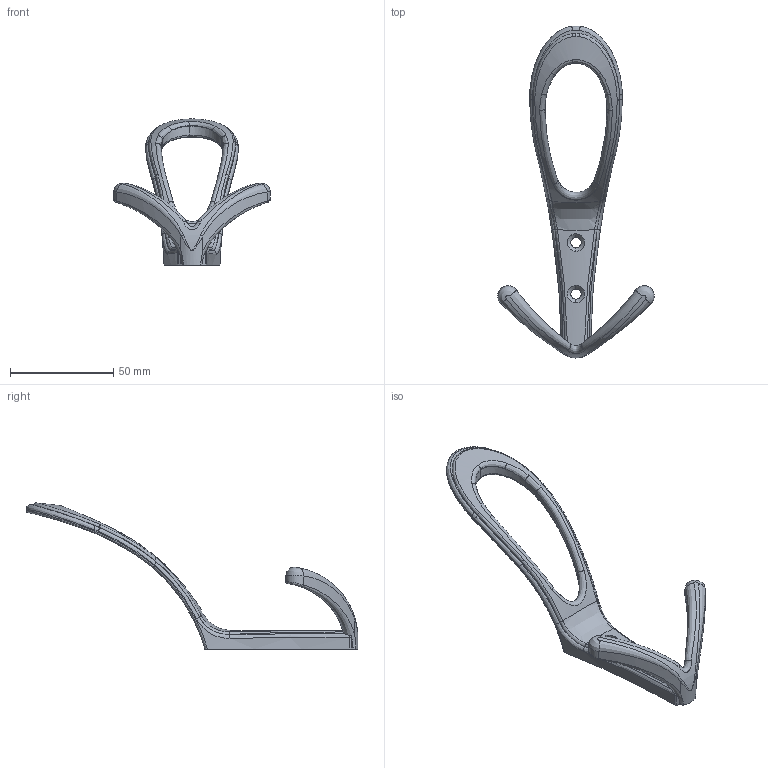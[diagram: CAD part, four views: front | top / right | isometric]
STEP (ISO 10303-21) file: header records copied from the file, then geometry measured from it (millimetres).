
FILE_DESCRIPTION(('Creo Elements/Direct Modeling STEP Export'),'2;1');
FILE_NAME('1653.stp','2022-05-12T 8:58:47',(''),(''),'Creo Elements/Direct Modeling STEP processor for AP214 (Solid Model)','Creo Elements/Direct Modeling 20.0 12-Nov-2016 (C) Parametric Technology GmbH','');
FILE_SCHEMA(('AUTOMOTIVE_DESIGN { 1 0 10303 214 1 1 1 1 }'));
Products named in the file (1): 1653
Bounding box: 75.99 x 161 x 70.9 mm (x, y, z)
Volume: 20417.2 mm3; surface area: 15813.3 mm2
Topology: 1 solids, 1 shells, 457 faces, 1213 edges, 761 vertices
Faces by surface type: plane 223, bspline 127, cylinder 64, extrusion 26, torus 8, cone 7, sphere 2
Entity records: 73898 total; most frequent: CARTESIAN_POINT 64058, ORIENTED_EDGE 2414, DIRECTION 1481, EDGE_CURVE 1207, VERTEX_POINT 761, VECTOR 751, LINE 726, EDGE_LOOP 472
